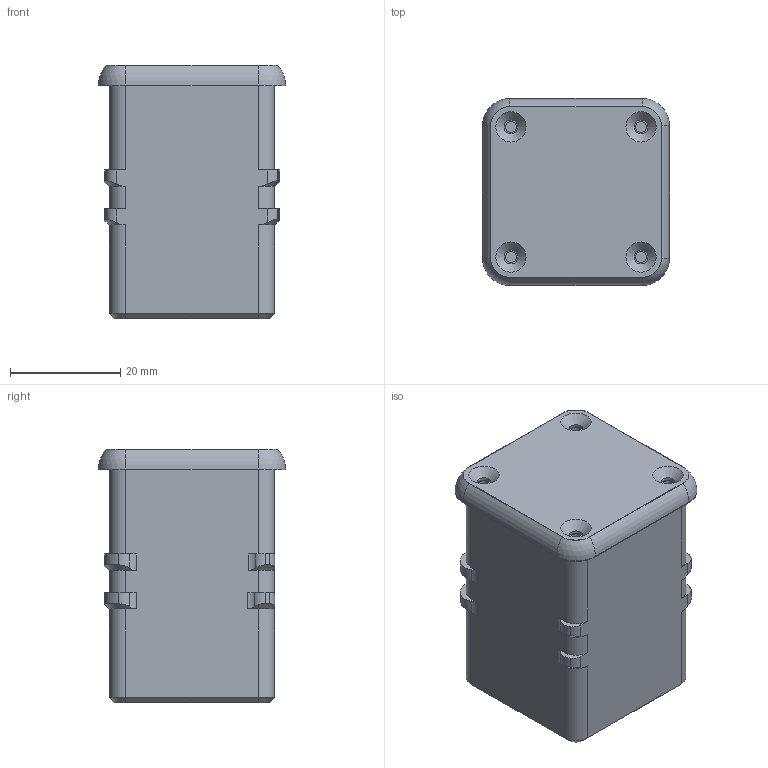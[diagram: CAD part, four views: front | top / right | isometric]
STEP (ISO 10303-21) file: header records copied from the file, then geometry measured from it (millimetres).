
FILE_DESCRIPTION(/* description */ (''),/* implementation_level */ '2;1');
FILE_NAME(/* name */ 'esp i2s mic mounted screws.step',/* time_stamp */ '2025-09-30T22:55:17+10:00',/* author */ (''),/* organization */ (''),/* preprocessor_version */ 'ST-DEVELOPER v20.1',/* originating_system */ 'Autodesk Translation Framework v14.17.0.0',/* authorisation */ '');
FILE_SCHEMA (('AUTOMOTIVE_DESIGN { 1 0 10303 214 3 1 1 }'));
Length unit declared in the file: millimetre
Products named in the file (3): 2025-09-30-22-55-17-123; 2025-09-30-22-55-17-124; 2025-09-30-22-55-17-122
Assembly tree (2 placements, depth 2):
  2025-09-30-22-55-17-123
    2025-09-30-22-55-17-124
    2025-09-30-22-55-17-122
Bounding box: 34 x 34 x 46 mm (x, y, z)
Volume: 26638.6 mm3; surface area: 14106.8 mm2
Topology: 2 solids, 2 shells, 278 faces, 722 edges, 459 vertices
Faces by surface type: plane 122, cylinder 114, cone 25, bspline 8, torus 5, sphere 4
Full cylindrical faces by diameter (mm): 2 x4, 2.5 x4, 3.5 x2, 8.25 x1
Entity records: 9024 total; most frequent: CARTESIAN_POINT 1978, DIRECTION 1511, ORIENTED_EDGE 1444, EDGE_CURVE 722, AXIS2_PLACEMENT_3D 553, VERTEX_POINT 459, LINE 405, VECTOR 405
